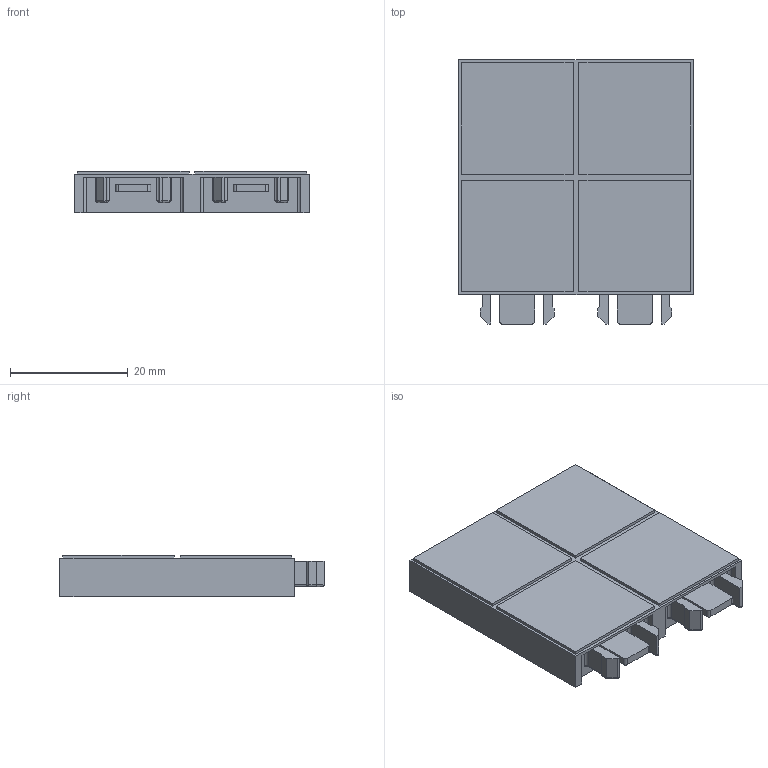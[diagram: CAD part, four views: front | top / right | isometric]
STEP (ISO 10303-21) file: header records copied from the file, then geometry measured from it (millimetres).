
FILE_DESCRIPTION (( 'STEP AP203' ), '1' );
FILE_NAME ('10-00608-001d.step', '2014-04-13T23:20:54', ( 'Nicholas Morozovsky' ), ( '' ), 'SwSTEP 2.0', 'SolidWorks 2012', '' );
FILE_SCHEMA (( 'CONFIG_CONTROL_DESIGN' ));
Length unit declared in the file: millimetre
Products named in the file (1): 10-00608-001d
Bounding box: 39.9 x 44.9 x 7 mm (x, y, z)
Volume: 3894.4 mm3; surface area: 5921 mm2
Topology: 1 solids, 1 shells, 168 faces, 435 edges, 276 vertices
Faces by surface type: plane 121, cylinder 39, torus 8
Entity records: 5112 total; most frequent: CARTESIAN_POINT 980, ORIENTED_EDGE 870, DIRECTION 793, EDGE_CURVE 435, LINE 359, VECTOR 359, VERTEX_POINT 276, AXIS2_PLACEMENT_3D 217
